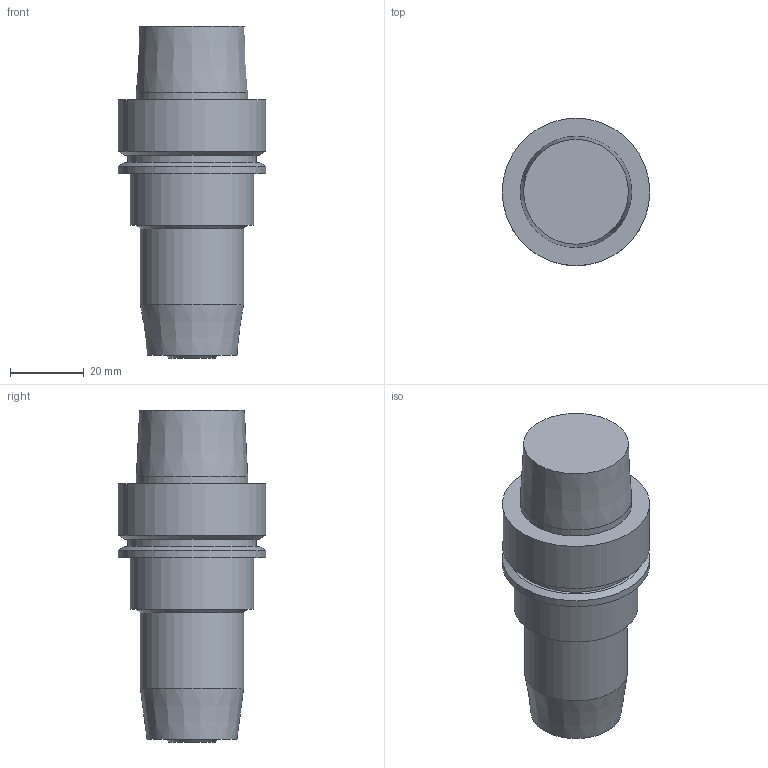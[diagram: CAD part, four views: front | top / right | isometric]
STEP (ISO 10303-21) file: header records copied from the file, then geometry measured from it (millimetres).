
FILE_DESCRIPTION((''),'1');
FILE_NAME('HSK-A40-HDC8-70.stp','2012-05-15T05:11:41',(''),(''),'Spatial Interop R18','Kubotek KeyCreator V8.5.1 (14335)',' ');
FILE_SCHEMA(('CONFIG_CONTROL_DESIGN'));
Length unit declared in the file: millimetre
Products named in the file (1): 1
Bounding box: 40 x 40 x 90 mm (x, y, z)
Volume: 71117.1 mm3; surface area: 11507.1 mm2
Topology: 1 solids, 1 shells, 20 faces, 31 edges, 19 vertices
Faces by surface type: plane 8, cone 6, cylinder 6
Full cylindrical faces by diameter (mm): 28 x1, 30.2 x1, 33.6 x1, 34.8 x1, 40 x2
Entity records: 438 total; most frequent: DIRECTION 80, CARTESIAN_POINT 59, AXIS2_PLACEMENT_3D 40, EDGE_LOOP 38, ORIENTED_EDGE 38, FACE_BOUND 30, ADVANCED_FACE 20, EDGE_CURVE 19
